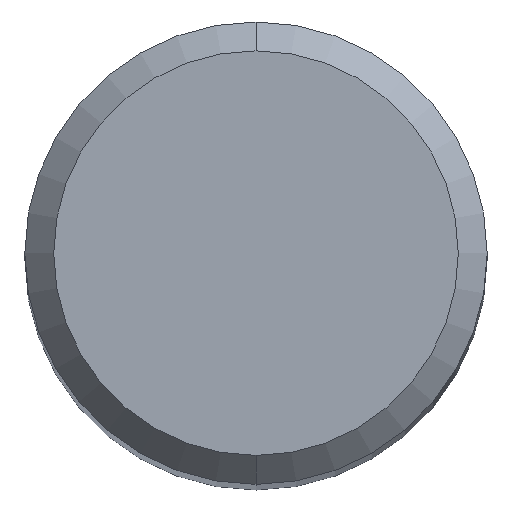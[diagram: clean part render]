
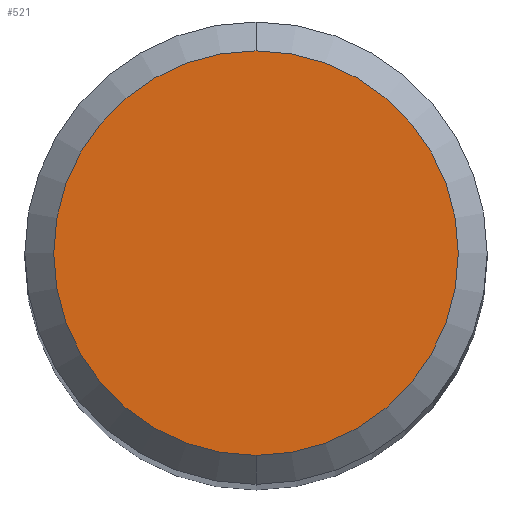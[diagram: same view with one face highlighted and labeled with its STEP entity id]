
A CAD part, top view. The second image highlights one B-rep face of the part: STEP entity #521.
In plain terms, the highlighted planar face has unit normal (0, 0, 1).
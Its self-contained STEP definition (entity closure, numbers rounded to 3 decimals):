
#251=VERTEX_POINT('',#641);
#259=VERTEX_POINT('',#649);
#355=EDGE_CURVE('',#251,#259,#755,.T.);
#389=EDGE_CURVE('',#259,#251,#792,.T.);
#521=ADVANCED_FACE('',(#943),#944,.T.);
#641=CARTESIAN_POINT('',(0.,-2.8,0.0));
#649=CARTESIAN_POINT('',(0.0,2.8,0.0));
#755=CIRCLE('',#1244,2.8);
#792=CIRCLE('',#1357,2.8);
#943=FACE_OUTER_BOUND('',#1664,.T.);
#944=PLANE('',#1665);
#1244=AXIS2_PLACEMENT_3D('',#1932,#1933,#1934);
#1357=AXIS2_PLACEMENT_3D('',#1970,#1971,#1972);
#1664=EDGE_LOOP('',(#2195,#2196));
#1665=AXIS2_PLACEMENT_3D('',#2197,#2198,#2199);
#1932=CARTESIAN_POINT('',(0.0,0.0,0.0));
#1933=DIRECTION('',(0.0,0.0,-1.0));
#1934=DIRECTION('',(0.0,1.0,0.0));
#1970=CARTESIAN_POINT('',(0.0,0.0,0.0));
#1971=DIRECTION('',(0.0,0.0,-1.0));
#1972=DIRECTION('',(0.0,1.0,0.0));
#2195=ORIENTED_EDGE('',*,*,#389,.F.);
#2196=ORIENTED_EDGE('',*,*,#355,.F.);
#2197=CARTESIAN_POINT('',(0.0,1.4,0.0));
#2198=DIRECTION('',(-0.0,0.0,1.0));
#2199=DIRECTION('',(0.0,-1.0,0.0));
